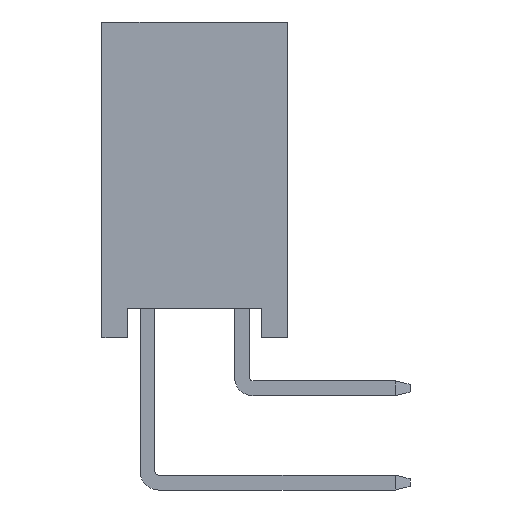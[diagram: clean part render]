
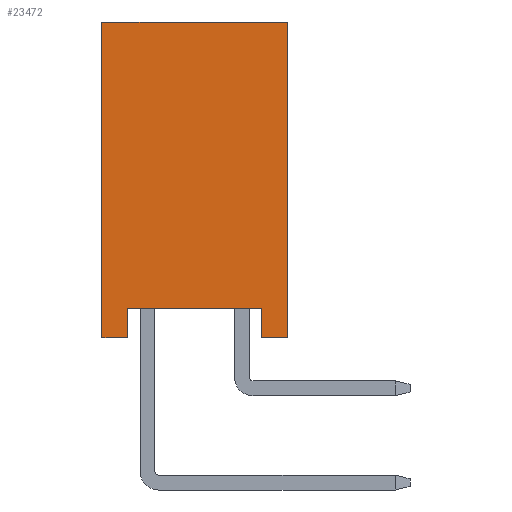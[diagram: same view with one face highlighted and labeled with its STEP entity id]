
A CAD part, left-side view. The second image highlights one B-rep face of the part: STEP entity #23472.
In plain terms, the highlighted planar face has unit normal (-1, 0, 0).
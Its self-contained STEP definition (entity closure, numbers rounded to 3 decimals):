
#2664=ORIENTED_EDGE('',*,*,#8948,.F.);
#2665=ORIENTED_EDGE('',*,*,#8949,.T.);
#2666=ORIENTED_EDGE('',*,*,#7527,.T.);
#2667=ORIENTED_EDGE('',*,*,#8950,.T.);
#2668=ORIENTED_EDGE('',*,*,#8951,.F.);
#2669=ORIENTED_EDGE('',*,*,#8952,.T.);
#2670=ORIENTED_EDGE('',*,*,#7213,.T.);
#2671=ORIENTED_EDGE('',*,*,#8953,.F.);
#7213=EDGE_CURVE('',#10572,#10570,#12711,.T.);
#7527=EDGE_CURVE('',#10878,#10881,#13025,.T.);
#8948=EDGE_CURVE('',#11874,#11875,#14446,.T.);
#8949=EDGE_CURVE('',#11874,#10878,#14447,.T.);
#8950=EDGE_CURVE('',#10881,#11876,#14448,.T.);
#8951=EDGE_CURVE('',#11877,#11876,#14449,.T.);
#8952=EDGE_CURVE('',#11877,#10572,#14450,.T.);
#8953=EDGE_CURVE('',#11875,#10570,#14451,.T.);
#10570=VERTEX_POINT('',#31998);
#10572=VERTEX_POINT('',#32001);
#10878=VERTEX_POINT('',#32623);
#10881=VERTEX_POINT('',#32628);
#11874=VERTEX_POINT('',#35328);
#11875=VERTEX_POINT('',#35329);
#11876=VERTEX_POINT('',#35332);
#11877=VERTEX_POINT('',#35334);
#12711=LINE('',#32000,#16045);
#13025=LINE('',#32629,#16359);
#14446=LINE('',#35327,#17780);
#14447=LINE('',#35330,#17781);
#14448=LINE('',#35331,#17782);
#14449=LINE('',#35333,#17783);
#14450=LINE('',#35335,#17784);
#14451=LINE('',#35336,#17785);
#16045=VECTOR('',#25902,1000.);
#16359=VECTOR('',#26226,1000.);
#17780=VECTOR('',#28217,1000.);
#17781=VECTOR('',#28218,1000.);
#17782=VECTOR('',#28219,1000.);
#17783=VECTOR('',#28220,1000.);
#17784=VECTOR('',#28221,1000.);
#17785=VECTOR('',#28222,1000.);
#19668=EDGE_LOOP('',(#2664,#2665,#2666,#2667,#2668,#2669,#2670,#2671));
#21036=FACE_BOUND('',#19668,.T.);
#22260=PLANE('',#24734);
#23472=ADVANCED_FACE('',(#21036),#22260,.T.);
#24734=AXIS2_PLACEMENT_3D('',#35326,#28215,#28216);
#25902=DIRECTION('',(0.,1.,0.));
#26226=DIRECTION('',(0.,-1.,0.));
#28215=DIRECTION('',(-1.,0.,0.));
#28216=DIRECTION('',(0.,0.,1.));
#28217=DIRECTION('',(0.,1.,0.));
#28218=DIRECTION('',(0.,0.,1.));
#28219=DIRECTION('',(0.,0.,-1.));
#28220=DIRECTION('',(0.,1.,0.));
#28221=DIRECTION('',(0.,0.,1.));
#28222=DIRECTION('',(0.,0.,1.));
#31998=CARTESIAN_POINT('',(-45.97,2.5,4.25));
#32000=CARTESIAN_POINT('',(-45.97,-2.5,4.25));
#32001=CARTESIAN_POINT('',(-45.97,-2.5,4.25));
#32623=CARTESIAN_POINT('',(-45.97,1.8,-3.45));
#32628=CARTESIAN_POINT('',(-45.97,-1.8,-3.45));
#32629=CARTESIAN_POINT('',(-45.97,-2.5,-3.45));
#35326=CARTESIAN_POINT('',(-45.97,-2.5,-4.25));
#35327=CARTESIAN_POINT('',(-45.97,-2.5,-4.25));
#35328=CARTESIAN_POINT('',(-45.97,1.8,-4.25));
#35329=CARTESIAN_POINT('',(-45.97,2.5,-4.25));
#35330=CARTESIAN_POINT('',(-45.97,1.8,-4.25));
#35331=CARTESIAN_POINT('',(-45.97,-1.8,-4.25));
#35332=CARTESIAN_POINT('',(-45.97,-1.8,-4.25));
#35333=CARTESIAN_POINT('',(-45.97,-2.5,-4.25));
#35334=CARTESIAN_POINT('',(-45.97,-2.5,-4.25));
#35335=CARTESIAN_POINT('',(-45.97,-2.5,-4.25));
#35336=CARTESIAN_POINT('',(-45.97,2.5,-4.25));
